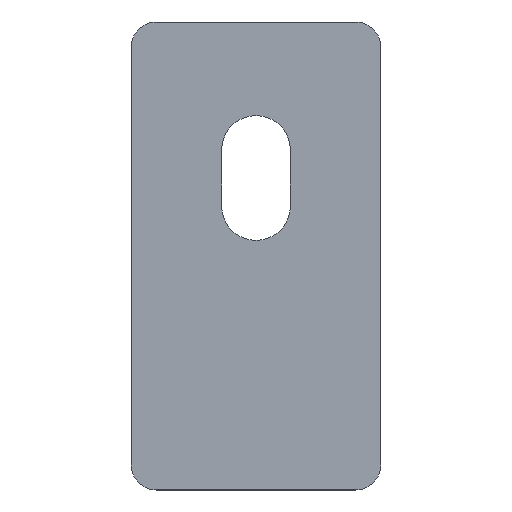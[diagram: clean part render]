
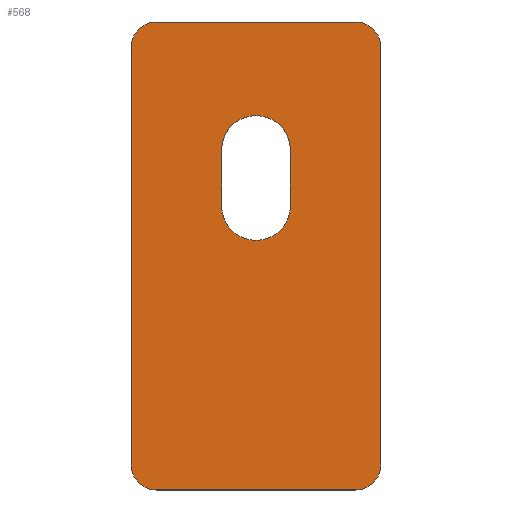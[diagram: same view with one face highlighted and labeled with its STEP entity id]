
A CAD part, top view. The second image highlights one B-rep face of the part: STEP entity #568.
In plain terms, the highlighted planar face has unit normal (0, 0, 1).
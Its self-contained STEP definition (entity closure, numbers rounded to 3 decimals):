
#279=CARTESIAN_POINT('',(16.,33.5,2.5));
#280=DIRECTION('',(0.,0.,1.));
#281=DIRECTION('',(1.,0.,0.));
#282=AXIS2_PLACEMENT_3D('',#279,#280,#281);
#284=DIRECTION('',(0.,1.,0.));
#285=VECTOR('',#284,67.);
#286=CARTESIAN_POINT('',(20.,-33.5,2.5));
#287=LINE('',#286,#285);
#288=CARTESIAN_POINT('',(16.,-33.5,2.5));
#289=DIRECTION('',(0.,0.,1.));
#290=DIRECTION('',(0.,-1.,0.));
#291=AXIS2_PLACEMENT_3D('',#288,#289,#290);
#293=DIRECTION('',(1.,0.,0.));
#294=VECTOR('',#293,32.);
#295=CARTESIAN_POINT('',(-16.,-37.5,2.5));
#296=LINE('',#295,#294);
#297=CARTESIAN_POINT('',(-16.,-33.5,2.5));
#298=DIRECTION('',(0.,0.,1.));
#299=DIRECTION('',(-1.,0.,0.));
#300=AXIS2_PLACEMENT_3D('',#297,#298,#299);
#302=DIRECTION('',(0.,-1.,0.));
#303=VECTOR('',#302,67.);
#304=CARTESIAN_POINT('',(-20.,33.5,2.5));
#305=LINE('',#304,#303);
#306=CARTESIAN_POINT('',(-16.,33.5,2.5));
#307=DIRECTION('',(0.,0.,1.));
#308=DIRECTION('',(0.,1.,0.));
#309=AXIS2_PLACEMENT_3D('',#306,#307,#308);
#311=DIRECTION('',(-1.,0.,0.));
#312=VECTOR('',#311,32.);
#313=CARTESIAN_POINT('',(16.,37.5,2.5));
#314=LINE('',#313,#312);
#315=CARTESIAN_POINT('',(0.,17.,2.5));
#316=DIRECTION('',(0.,0.,1.));
#317=DIRECTION('',(1.,0.,0.));
#318=AXIS2_PLACEMENT_3D('',#315,#316,#317);
#320=DIRECTION('',(0.,-1.,0.));
#321=VECTOR('',#320,9.);
#322=CARTESIAN_POINT('',(-5.5,17.,2.5));
#323=LINE('',#322,#321);
#324=CARTESIAN_POINT('',(0.,8.,2.5));
#325=DIRECTION('',(0.,0.,1.));
#326=DIRECTION('',(-1.,0.,0.));
#327=AXIS2_PLACEMENT_3D('',#324,#325,#326);
#329=DIRECTION('',(0.,1.,0.));
#330=VECTOR('',#329,9.);
#331=CARTESIAN_POINT('',(5.5,8.,2.5));
#332=LINE('',#331,#330);
#353=CARTESIAN_POINT('',(20.,33.5,2.5));
#354=VERTEX_POINT('',#353);
#355=CARTESIAN_POINT('',(16.,37.5,2.5));
#356=VERTEX_POINT('',#355);
#361=CARTESIAN_POINT('',(-16.,37.5,2.5));
#362=VERTEX_POINT('',#361);
#363=CARTESIAN_POINT('',(-20.,33.5,2.5));
#364=VERTEX_POINT('',#363);
#369=CARTESIAN_POINT('',(16.,-37.5,2.5));
#370=VERTEX_POINT('',#369);
#371=CARTESIAN_POINT('',(20.,-33.5,2.5));
#372=VERTEX_POINT('',#371);
#377=CARTESIAN_POINT('',(-20.,-33.5,2.5));
#378=VERTEX_POINT('',#377);
#379=CARTESIAN_POINT('',(-16.,-37.5,2.5));
#380=VERTEX_POINT('',#379);
#389=CARTESIAN_POINT('',(5.5,17.,2.5));
#390=CARTESIAN_POINT('',(-5.5,17.,2.5));
#391=VERTEX_POINT('',#389);
#392=VERTEX_POINT('',#390);
#393=CARTESIAN_POINT('',(-5.5,8.,2.5));
#394=VERTEX_POINT('',#393);
#395=CARTESIAN_POINT('',(5.5,8.,2.5));
#396=VERTEX_POINT('',#395);
#543=CARTESIAN_POINT('',(0.,0.,2.5));
#544=DIRECTION('',(0.,0.,1.));
#545=DIRECTION('',(1.,0.,0.));
#546=AXIS2_PLACEMENT_3D('',#543,#544,#545);
#547=PLANE('',#546);
#548=ORIENTED_EDGE('',*,*,#439,.F.);
#549=ORIENTED_EDGE('',*,*,#455,.F.);
#550=ORIENTED_EDGE('',*,*,#468,.F.);
#551=ORIENTED_EDGE('',*,*,#483,.F.);
#552=ORIENTED_EDGE('',*,*,#496,.F.);
#553=ORIENTED_EDGE('',*,*,#509,.F.);
#554=ORIENTED_EDGE('',*,*,#524,.F.);
#555=ORIENTED_EDGE('',*,*,#536,.F.);
#556=EDGE_LOOP('',(#548,#549,#550,#551,#552,#553,#554,#555));
#557=FACE_OUTER_BOUND('',#556,.F.);
#559=ORIENTED_EDGE('',*,*,#558,.T.);
#561=ORIENTED_EDGE('',*,*,#560,.T.);
#563=ORIENTED_EDGE('',*,*,#562,.T.);
#565=ORIENTED_EDGE('',*,*,#564,.T.);
#566=EDGE_LOOP('',(#559,#561,#563,#565));
#567=FACE_BOUND('',#566,.F.);
#568=ADVANCED_FACE('',(#557,#567),#547,.T.);
#283=CIRCLE('',#282,4.);
#292=CIRCLE('',#291,4.);
#301=CIRCLE('',#300,4.);
#310=CIRCLE('',#309,4.);
#319=CIRCLE('',#318,5.5);
#328=CIRCLE('',#327,5.5);
#439=EDGE_CURVE('',#354,#356,#283,.T.);
#455=EDGE_CURVE('',#372,#354,#287,.T.);
#468=EDGE_CURVE('',#370,#372,#292,.T.);
#483=EDGE_CURVE('',#380,#370,#296,.T.);
#496=EDGE_CURVE('',#378,#380,#301,.T.);
#509=EDGE_CURVE('',#364,#378,#305,.T.);
#524=EDGE_CURVE('',#362,#364,#310,.T.);
#536=EDGE_CURVE('',#356,#362,#314,.T.);
#558=EDGE_CURVE('',#391,#392,#319,.T.);
#560=EDGE_CURVE('',#392,#394,#323,.T.);
#562=EDGE_CURVE('',#394,#396,#328,.T.);
#564=EDGE_CURVE('',#396,#391,#332,.T.);
